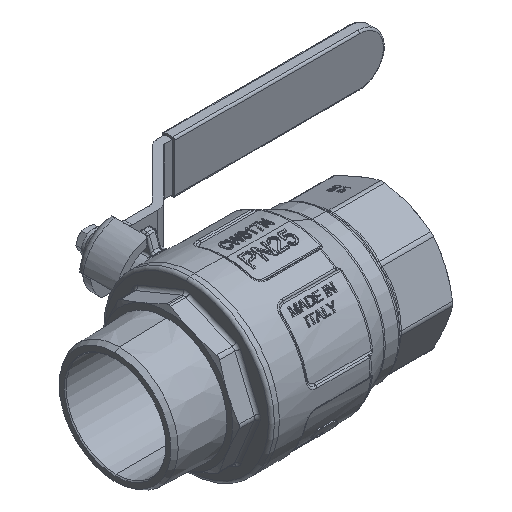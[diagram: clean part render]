
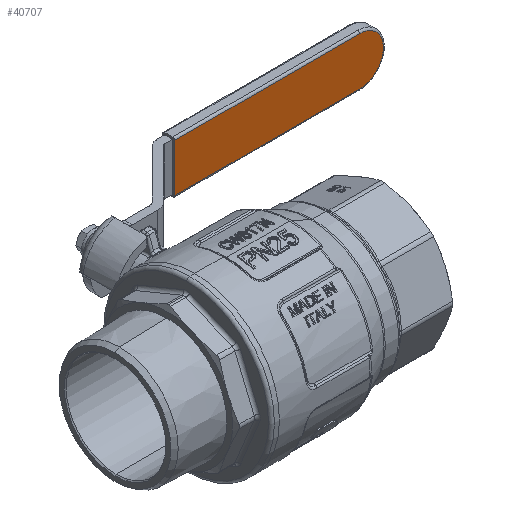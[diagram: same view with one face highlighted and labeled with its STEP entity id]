
A CAD part, isometric view. The second image highlights one B-rep face of the part: STEP entity #40707.
In plain terms, the highlighted planar face has unit normal (0, -1, 0).
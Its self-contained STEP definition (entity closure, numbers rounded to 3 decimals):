
#22 = CARTESIAN_POINT ( 'NONE',  ( 148.623, 93.3, 11.613 ) ) ;
#263 = VECTOR ( 'NONE', #18576, 1000. ) ;
#3171 = CARTESIAN_POINT ( 'NONE',  ( 150.821, 93.3, -10.785 ) ) ;
#3324 = CARTESIAN_POINT ( 'NONE',  ( 156.866, 93.3, -3.867 ) ) ;
#3434 = CARTESIAN_POINT ( 'NONE',  ( 57.447, 93.3, -12. ) ) ;
#3468 = CARTESIAN_POINT ( 'NONE',  ( 155.899, 93.3, 5.999 ) ) ;
#3620 = CARTESIAN_POINT ( 'NONE',  ( 146.293, 93.3, 12. ) ) ;
#5975 = VERTEX_POINT ( 'NONE', #27067 ) ;
#6780 = CARTESIAN_POINT ( 'NONE',  ( 152.488, 93.3, -9.762 ) ) ;
#6941 = CARTESIAN_POINT ( 'NONE',  ( 157.191, 93.3, -2.732 ) ) ;
#7056 = CARTESIAN_POINT ( 'NONE',  ( 62.78, 93.3, -12. ) ) ;
#7091 = CARTESIAN_POINT ( 'NONE',  ( 155.047, 93.3, 7.311 ) ) ;
#7852 = B_SPLINE_CURVE_WITH_KNOTS ( 'NONE', 3,
 ( #12720, #12393, #34579, #13028, #38155, #16639, #41814 ),
 .UNSPECIFIED., .F., .F.,
 ( 4, 3, 4 ),
 ( 0., 0.024, 0.093 ),
 .UNSPECIFIED. ) ;
#8974 = ORIENTED_EDGE ( 'NONE', *, *, #44437, .T. ) ;
#9019 = DIRECTION ( 'NONE',  ( 0., 1., 0. ) ) ;
#10341 = CARTESIAN_POINT ( 'NONE',  ( 153.418, 93.3, -9.026 ) ) ;
#10494 = CARTESIAN_POINT ( 'NONE',  ( 157.499, 93.3, -0.792 ) ) ;
#10608 = CARTESIAN_POINT ( 'NONE',  ( 84.113, 93.3, -12. ) ) ;
#10639 = CARTESIAN_POINT ( 'NONE',  ( 153.432, 93.3, 9.039 ) ) ;
#10949 = B_SPLINE_CURVE_WITH_KNOTS ( 'NONE', 3,
 ( #42885, #14083, #46490, #24943, #3434, #28556, #7056, #32182, #10608, #35777, #14227, #39381, #17846 ),
 .UNSPECIFIED., .F., .F.,
 ( 4, 3, 3, 3, 4 ),
 ( 0., 0.002, 0.01, 0.042, 0.093 ),
 .UNSPECIFIED. ) ;
#12278 = CARTESIAN_POINT ( 'NONE',  ( 145.5, 93.3, -12. ) ) ;
#12393 = CARTESIAN_POINT ( 'NONE',  ( 137.499, 93.3, 12. ) ) ;
#12720 = CARTESIAN_POINT ( 'NONE',  ( 145.5, 93.3, 12. ) ) ;
#12894 = CARTESIAN_POINT ( 'NONE',  ( 52.78, 93.3, 12. ) ) ;
#13028 = CARTESIAN_POINT ( 'NONE',  ( 121.498, 93.3, 12. ) ) ;
#13260 = EDGE_LOOP ( 'NONE', ( #8974, #22604, #31734, #18763 ) ) ;
#13312 = CARTESIAN_POINT ( 'NONE',  ( 145.5, 93.3, 12. ) ) ;
#13962 = CARTESIAN_POINT ( 'NONE',  ( 154.539, 93.3, -7.932 ) ) ;
#14083 = CARTESIAN_POINT ( 'NONE',  ( 53.447, 93.3, -12. ) ) ;
#14121 = CARTESIAN_POINT ( 'NONE',  ( 157.481, 93.3, 0.774 ) ) ;
#14227 = CARTESIAN_POINT ( 'NONE',  ( 111.687, 93.3, -12. ) ) ;
#14260 = CARTESIAN_POINT ( 'NONE',  ( 151.85, 93.3, 10.189 ) ) ;
#16639 = CARTESIAN_POINT ( 'NONE',  ( 75.686, 93.3, 12. ) ) ;
#17426 = CARTESIAN_POINT ( 'NONE',  ( 147.072, 93.3, -11.922 ) ) ;
#17565 = CARTESIAN_POINT ( 'NONE',  ( 155.693, 93.3, -6.344 ) ) ;
#17725 = CARTESIAN_POINT ( 'NONE',  ( 157.346, 93.3, 1.952 ) ) ;
#17846 = CARTESIAN_POINT ( 'NONE',  ( 145.5, 93.3, -12. ) ) ;
#17876 = CARTESIAN_POINT ( 'NONE',  ( 150.821, 93.3, 10.763 ) ) ;
#18576 = DIRECTION ( 'NONE',  ( 0., 0., -1. ) ) ;
#18763 = ORIENTED_EDGE ( 'NONE', *, *, #22872, .T. ) ;
#20503 = VERTEX_POINT ( 'NONE', #13312 ) ;
#21062 = CARTESIAN_POINT ( 'NONE',  ( 148.603, 93.3, -11.599 ) ) ;
#21215 = B_SPLINE_CURVE_WITH_KNOTS ( 'NONE', 3,
 ( #31748, #24514, #17426, #42615, #21062, #46205, #24680, #3171, #28285, #6780, #31912, #10341, #35509, #13962, #39103, #17565, #42764, #21219, #46370, #24826, #3324, #28440, #6941, #32060, #10494, #35652, #14121, #39261, #17725, #42916, #21382, #46522, #24978, #3468, #28593, #7091, #32212, #10639, #35807, #14260, #39415, #17876, #43079, #21524, #22, #25129, #3620, #28739 ),
 .UNSPECIFIED., .F., .F.,
 ( 4, 2, 2, 2, 2, 2, 2, 2, 2, 2, 2, 2, 2, 2, 2, 2, 2, 2, 2, 2, 2, 2, 2, 4 ),
 ( 0., 0.002, 0.004, 0.005, 0.007, 0.008, 0.009, 0.012, 0.013, 0.014, 0.015, 0.016, 0.019, 0.02, 0.021, 0.023, 0.025, 0.026, 0.028, 0.03, 0.032, 0.033, 0.035, 0.038 ),
 .UNSPECIFIED. ) ;
#21219 = CARTESIAN_POINT ( 'NONE',  ( 156.268, 93.3, -5.311 ) ) ;
#21382 = CARTESIAN_POINT ( 'NONE',  ( 156.891, 93.3, 3.855 ) ) ;
#21524 = CARTESIAN_POINT ( 'NONE',  ( 149.371, 93.3, 11.386 ) ) ;
#22604 = ORIENTED_EDGE ( 'NONE', *, *, #35937, .T. ) ;
#22872 = EDGE_CURVE ( 'NONE', #20503, #45087, #7852, .T. ) ;
#23326 = CARTESIAN_POINT ( 'NONE',  ( 145.5, 93.3, 0. ) ) ;
#24514 = CARTESIAN_POINT ( 'NONE',  ( 146.293, 93.3, -12. ) ) ;
#24680 = CARTESIAN_POINT ( 'NONE',  ( 149.731, 93.3, -11.236 ) ) ;
#24826 = CARTESIAN_POINT ( 'NONE',  ( 156.734, 93.3, -4.236 ) ) ;
#24943 = CARTESIAN_POINT ( 'NONE',  ( 54.78, 93.3, -12. ) ) ;
#24978 = CARTESIAN_POINT ( 'NONE',  ( 156.271, 93.3, 5.304 ) ) ;
#25129 = CARTESIAN_POINT ( 'NONE',  ( 147.086, 93.3, 11.921 ) ) ;
#27067 = CARTESIAN_POINT ( 'NONE',  ( 52.78, 93.3, -12. ) ) ;
#28285 = CARTESIAN_POINT ( 'NONE',  ( 151.51, 93.3, -10.415 ) ) ;
#28440 = CARTESIAN_POINT ( 'NONE',  ( 157.094, 93.3, -3.117 ) ) ;
#28556 = CARTESIAN_POINT ( 'NONE',  ( 60.113, 93.3, -12. ) ) ;
#28593 = CARTESIAN_POINT ( 'NONE',  ( 155.698, 93.3, 6.335 ) ) ;
#28739 = CARTESIAN_POINT ( 'NONE',  ( 145.5, 93.3, 12. ) ) ;
#30031 = LINE ( 'NONE', #36489, #263 ) ;
#30238 = PLANE ( 'NONE',  #43698 ) ;
#31734 = ORIENTED_EDGE ( 'NONE', *, *, #32451, .T. ) ;
#31748 = CARTESIAN_POINT ( 'NONE',  ( 145.5, 93.3, -12. ) ) ;
#31912 = CARTESIAN_POINT ( 'NONE',  ( 152.806, 93.3, -9.527 ) ) ;
#32060 = CARTESIAN_POINT ( 'NONE',  ( 157.422, 93.3, -1.57 ) ) ;
#32182 = CARTESIAN_POINT ( 'NONE',  ( 73.447, 93.3, -12. ) ) ;
#32212 = CARTESIAN_POINT ( 'NONE',  ( 154.552, 93.3, 7.918 ) ) ;
#32451 = EDGE_CURVE ( 'NONE', #43299, #20503, #21215, .T. ) ;
#33062 = FACE_OUTER_BOUND ( 'NONE', #13260, .T. ) ;
#34170 = DIRECTION ( 'NONE',  ( 0., 0., 1. ) ) ;
#34579 = CARTESIAN_POINT ( 'NONE',  ( 129.499, 93.3, 12. ) ) ;
#35509 = CARTESIAN_POINT ( 'NONE',  ( 153.709, 93.3, -8.762 ) ) ;
#35652 = CARTESIAN_POINT ( 'NONE',  ( 157.5, 93.3, 0.382 ) ) ;
#35777 = CARTESIAN_POINT ( 'NONE',  ( 94.78, 93.3, -12. ) ) ;
#35807 = CARTESIAN_POINT ( 'NONE',  ( 152.825, 93.3, 9.536 ) ) ;
#35937 = EDGE_CURVE ( 'NONE', #5975, #43299, #10949, .T. ) ;
#36489 = CARTESIAN_POINT ( 'NONE',  ( 52.78, 93.3, 0. ) ) ;
#38155 = CARTESIAN_POINT ( 'NONE',  ( 98.592, 93.3, 12. ) ) ;
#39103 = CARTESIAN_POINT ( 'NONE',  ( 155.035, 93.3, -7.327 ) ) ;
#39261 = CARTESIAN_POINT ( 'NONE',  ( 157.404, 93.3, 1.56 ) ) ;
#39381 = CARTESIAN_POINT ( 'NONE',  ( 128.593, 93.3, -12. ) ) ;
#39415 = CARTESIAN_POINT ( 'NONE',  ( 151.515, 93.3, 10.391 ) ) ;
#40707 = ADVANCED_FACE ( 'NONE', ( #33062 ), #30238, .F. ) ;
#41814 = CARTESIAN_POINT ( 'NONE',  ( 52.78, 93.3, 12. ) ) ;
#42615 = CARTESIAN_POINT ( 'NONE',  ( 148.222, 93.3, -11.694 ) ) ;
#42764 = CARTESIAN_POINT ( 'NONE',  ( 155.897, 93.3, -6.003 ) ) ;
#42885 = CARTESIAN_POINT ( 'NONE',  ( 52.78, 93.3, -12. ) ) ;
#42916 = CARTESIAN_POINT ( 'NONE',  ( 157.117, 93.3, 3.106 ) ) ;
#43079 = CARTESIAN_POINT ( 'NONE',  ( 150.461, 93.3, 10.933 ) ) ;
#43299 = VERTEX_POINT ( 'NONE', #12278 ) ;
#43698 = AXIS2_PLACEMENT_3D ( 'NONE', #23326, #9019, #34170 ) ;
#44437 = EDGE_CURVE ( 'NONE', #45087, #5975, #30031, .T. ) ;
#45087 = VERTEX_POINT ( 'NONE', #12894 ) ;
#46205 = CARTESIAN_POINT ( 'NONE',  ( 149.356, 93.3, -11.37 ) ) ;
#46370 = CARTESIAN_POINT ( 'NONE',  ( 156.435, 93.3, -4.957 ) ) ;
#46490 = CARTESIAN_POINT ( 'NONE',  ( 54.113, 93.3, -12. ) ) ;
#46522 = CARTESIAN_POINT ( 'NONE',  ( 156.441, 93.3, 4.944 ) ) ;
